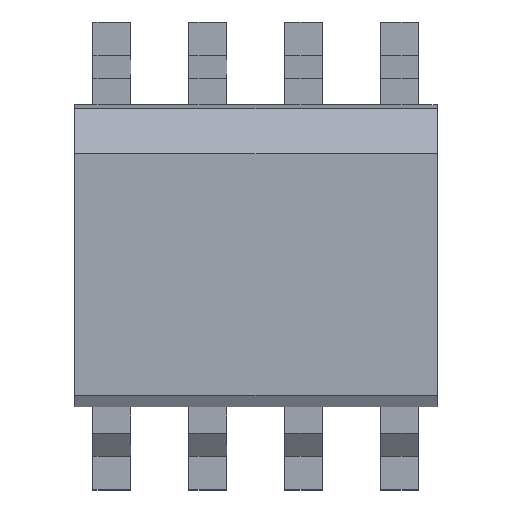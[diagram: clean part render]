
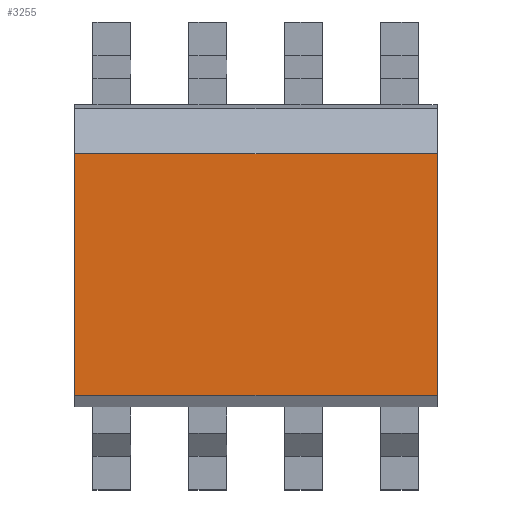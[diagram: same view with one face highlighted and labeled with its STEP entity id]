
A CAD part, top view. The second image highlights one B-rep face of the part: STEP entity #3255.
In plain terms, the highlighted planar face has unit normal (0, 0, 1).
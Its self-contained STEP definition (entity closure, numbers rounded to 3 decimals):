
#878 = PLANE('',#879);
#879 = AXIS2_PLACEMENT_3D('',#880,#881,#882);
#880 = CARTESIAN_POINT('',(2.4,-2.,1.));
#881 = DIRECTION('',(-1.,0.,0.));
#882 = DIRECTION('',(0.,-1.,0.));
#1073 = PLANE('',#1074);
#1074 = AXIS2_PLACEMENT_3D('',#1075,#1076,#1077);
#1075 = CARTESIAN_POINT('',(-2.4,-2.,1.));
#1076 = DIRECTION('',(-1.,0.,0.));
#1077 = DIRECTION('',(0.,-1.,0.));
#1283 = PLANE('',#1284);
#1284 = AXIS2_PLACEMENT_3D('',#1285,#1286,#1287);
#1285 = CARTESIAN_POINT('',(-2.4,1.95,1.55));
#1286 = DIRECTION('',(0.,-0.6,-0.8));
#1287 = DIRECTION('',(0.,-0.8,0.6));
#1819 = VERTEX_POINT('',#1820);
#1820 = CARTESIAN_POINT('',(-2.4,1.35,2.));
#1841 = EDGE_CURVE('',#1819,#1842,#1844,.T.);
#1842 = VERTEX_POINT('',#1843);
#1843 = CARTESIAN_POINT('',(-2.4,-1.85,2.));
#1844 = SURFACE_CURVE('',#1845,(#1849,#1856),.PCURVE_S1.);
#1845 = LINE('',#1846,#1847);
#1846 = CARTESIAN_POINT('',(-2.4,1.35,2.));
#1847 = VECTOR('',#1848,1.);
#1848 = DIRECTION('',(0.,-1.,0.));
#1849 = PCURVE('',#1073,#1850);
#1850 = DEFINITIONAL_REPRESENTATION('',(#1851),#1855);
#1851 = LINE('',#1852,#1853);
#1852 = CARTESIAN_POINT('',(-3.35,1.));
#1853 = VECTOR('',#1854,1.);
#1854 = DIRECTION('',(1.,0.));
#1855 = ( GEOMETRIC_REPRESENTATION_CONTEXT(2) 
PARAMETRIC_REPRESENTATION_CONTEXT() REPRESENTATION_CONTEXT('2D SPACE',''
  ) );
#1856 = PCURVE('',#1857,#1862);
#1857 = PLANE('',#1858);
#1858 = AXIS2_PLACEMENT_3D('',#1859,#1860,#1861);
#1859 = CARTESIAN_POINT('',(-2.4,1.35,2.));
#1860 = DIRECTION('',(0.,0.,-1.));
#1861 = DIRECTION('',(0.,-1.,0.));
#1862 = DEFINITIONAL_REPRESENTATION('',(#1863),#1867);
#1863 = LINE('',#1864,#1865);
#1864 = CARTESIAN_POINT('',(0.,0.));
#1865 = VECTOR('',#1866,1.);
#1866 = DIRECTION('',(1.,0.));
#1867 = ( GEOMETRIC_REPRESENTATION_CONTEXT(2) 
PARAMETRIC_REPRESENTATION_CONTEXT() REPRESENTATION_CONTEXT('2D SPACE',''
  ) );
#1885 = PLANE('',#1886);
#1886 = AXIS2_PLACEMENT_3D('',#1887,#1888,#1889);
#1887 = CARTESIAN_POINT('',(-2.4,-1.85,2.));
#1888 = DIRECTION('',(0.,0.981,-0.196
    ));
#1889 = DIRECTION('',(0.,-0.196,
    -0.981));
#1974 = VERTEX_POINT('',#1975);
#1975 = CARTESIAN_POINT('',(2.4,1.35,2.));
#1996 = EDGE_CURVE('',#1974,#1997,#1999,.T.);
#1997 = VERTEX_POINT('',#1998);
#1998 = CARTESIAN_POINT('',(2.4,-1.85,2.));
#1999 = SURFACE_CURVE('',#2000,(#2004,#2011),.PCURVE_S1.);
#2000 = LINE('',#2001,#2002);
#2001 = CARTESIAN_POINT('',(2.4,1.35,2.));
#2002 = VECTOR('',#2003,1.);
#2003 = DIRECTION('',(0.,-1.,0.));
#2004 = PCURVE('',#878,#2005);
#2005 = DEFINITIONAL_REPRESENTATION('',(#2006),#2010);
#2006 = LINE('',#2007,#2008);
#2007 = CARTESIAN_POINT('',(-3.35,1.));
#2008 = VECTOR('',#2009,1.);
#2009 = DIRECTION('',(1.,0.));
#2010 = ( GEOMETRIC_REPRESENTATION_CONTEXT(2) 
PARAMETRIC_REPRESENTATION_CONTEXT() REPRESENTATION_CONTEXT('2D SPACE',''
  ) );
#2011 = PCURVE('',#1857,#2012);
#2012 = DEFINITIONAL_REPRESENTATION('',(#2013),#2017);
#2013 = LINE('',#2014,#2015);
#2014 = CARTESIAN_POINT('',(0.,-4.8));
#2015 = VECTOR('',#2016,1.);
#2016 = DIRECTION('',(1.,0.));
#2017 = ( GEOMETRIC_REPRESENTATION_CONTEXT(2) 
PARAMETRIC_REPRESENTATION_CONTEXT() REPRESENTATION_CONTEXT('2D SPACE',''
  ) );
#2444 = EDGE_CURVE('',#1819,#1974,#2445,.T.);
#2445 = SURFACE_CURVE('',#2446,(#2450,#2457),.PCURVE_S1.);
#2446 = LINE('',#2447,#2448);
#2447 = CARTESIAN_POINT('',(-2.4,1.35,2.));
#2448 = VECTOR('',#2449,1.);
#2449 = DIRECTION('',(1.,0.,0.));
#2450 = PCURVE('',#1283,#2451);
#2451 = DEFINITIONAL_REPRESENTATION('',(#2452),#2456);
#2452 = LINE('',#2453,#2454);
#2453 = CARTESIAN_POINT('',(0.75,0.));
#2454 = VECTOR('',#2455,1.);
#2455 = DIRECTION('',(0.,-1.));
#2456 = ( GEOMETRIC_REPRESENTATION_CONTEXT(2) 
PARAMETRIC_REPRESENTATION_CONTEXT() REPRESENTATION_CONTEXT('2D SPACE',''
  ) );
#2457 = PCURVE('',#1857,#2458);
#2458 = DEFINITIONAL_REPRESENTATION('',(#2459),#2463);
#2459 = LINE('',#2460,#2461);
#2460 = CARTESIAN_POINT('',(0.,0.));
#2461 = VECTOR('',#2462,1.);
#2462 = DIRECTION('',(0.,-1.));
#2463 = ( GEOMETRIC_REPRESENTATION_CONTEXT(2) 
PARAMETRIC_REPRESENTATION_CONTEXT() REPRESENTATION_CONTEXT('2D SPACE',''
  ) );
#3255 = ADVANCED_FACE('',(#3256),#1857,.F.);
#3256 = FACE_BOUND('',#3257,.F.);
#3257 = EDGE_LOOP('',(#3258,#3259,#3260,#3281));
#3258 = ORIENTED_EDGE('',*,*,#2444,.T.);
#3259 = ORIENTED_EDGE('',*,*,#1996,.T.);
#3260 = ORIENTED_EDGE('',*,*,#3261,.F.);
#3261 = EDGE_CURVE('',#1842,#1997,#3262,.T.);
#3262 = SURFACE_CURVE('',#3263,(#3267,#3274),.PCURVE_S1.);
#3263 = LINE('',#3264,#3265);
#3264 = CARTESIAN_POINT('',(-2.4,-1.85,2.));
#3265 = VECTOR('',#3266,1.);
#3266 = DIRECTION('',(1.,0.,0.));
#3267 = PCURVE('',#1857,#3268);
#3268 = DEFINITIONAL_REPRESENTATION('',(#3269),#3273);
#3269 = LINE('',#3270,#3271);
#3270 = CARTESIAN_POINT('',(3.2,0.));
#3271 = VECTOR('',#3272,1.);
#3272 = DIRECTION('',(0.,-1.));
#3273 = ( GEOMETRIC_REPRESENTATION_CONTEXT(2) 
PARAMETRIC_REPRESENTATION_CONTEXT() REPRESENTATION_CONTEXT('2D SPACE',''
  ) );
#3274 = PCURVE('',#1885,#3275);
#3275 = DEFINITIONAL_REPRESENTATION('',(#3276),#3280);
#3276 = LINE('',#3277,#3278);
#3277 = CARTESIAN_POINT('',(0.,0.));
#3278 = VECTOR('',#3279,1.);
#3279 = DIRECTION('',(0.,-1.));
#3280 = ( GEOMETRIC_REPRESENTATION_CONTEXT(2) 
PARAMETRIC_REPRESENTATION_CONTEXT() REPRESENTATION_CONTEXT('2D SPACE',''
  ) );
#3281 = ORIENTED_EDGE('',*,*,#1841,.F.);
